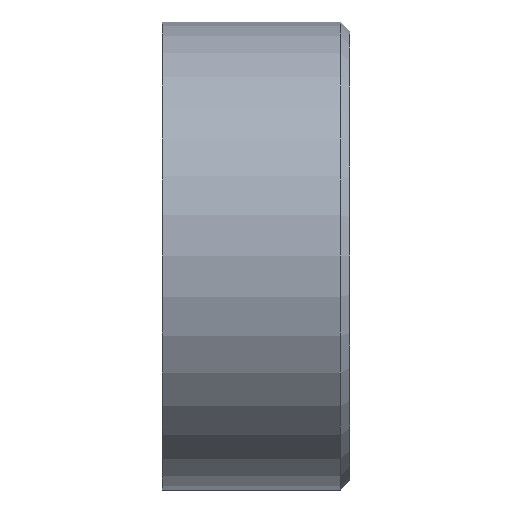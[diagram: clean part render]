
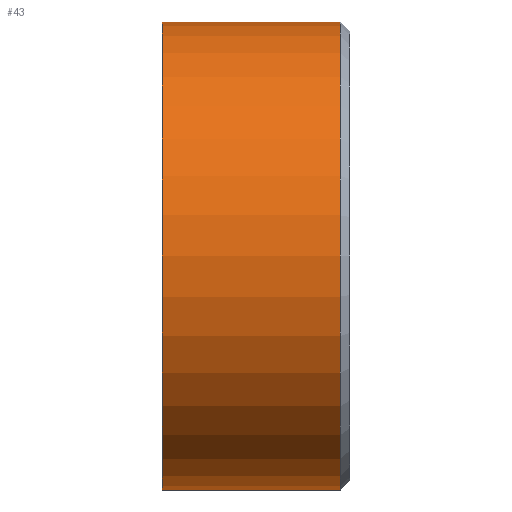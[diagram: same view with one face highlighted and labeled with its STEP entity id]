
A CAD part, left-side view. The second image highlights one B-rep face of the part: STEP entity #43.
In plain terms, the highlighted cylindrical face has radius 6.235 mm (diameter 12.47 mm), a partial arc.
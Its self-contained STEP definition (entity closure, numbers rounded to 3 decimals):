
#9 = VERTEX_POINT ( 'NONE', #325 ) ;
#26 = CARTESIAN_POINT ( 'NONE',  ( 0., 0.25, 0. ) ) ;
#43 = ADVANCED_FACE ( 'NONE', ( #353 ), #79, .T. ) ;
#52 = CARTESIAN_POINT ( 'NONE',  ( 0., 5., 0. ) ) ;
#53 = EDGE_CURVE ( 'NONE', #9, #385, #387, .T. ) ;
#59 = CARTESIAN_POINT ( 'NONE',  ( 0., 5., 6.235 ) ) ;
#66 = CARTESIAN_POINT ( 'NONE',  ( 0., 5., 6.235 ) ) ;
#69 = VERTEX_POINT ( 'NONE', #168 ) ;
#79 = CYLINDRICAL_SURFACE ( 'NONE', #140, 6.235 ) ;
#84 = DIRECTION ( 'NONE',  ( 0., -1., 0. ) ) ;
#127 = VECTOR ( 'NONE', #365, 1000. ) ;
#136 = CIRCLE ( 'NONE', #184, 6.235 ) ;
#137 = DIRECTION ( 'NONE',  ( 0., 0., 1. ) ) ;
#140 = AXIS2_PLACEMENT_3D ( 'NONE', #52, #84, #201 ) ;
#158 = ORIENTED_EDGE ( 'NONE', *, *, #53, .F. ) ;
#168 = CARTESIAN_POINT ( 'NONE',  ( 0., 0.25, -6.235 ) ) ;
#184 = AXIS2_PLACEMENT_3D ( 'NONE', #26, #394, #263 ) ;
#196 = CARTESIAN_POINT ( 'NONE',  ( 0., 5., 0. ) ) ;
#201 = DIRECTION ( 'NONE',  ( 0., 0., -1. ) ) ;
#216 = AXIS2_PLACEMENT_3D ( 'NONE', #196, #319, #137 ) ;
#218 = EDGE_CURVE ( 'NONE', #385, #230, #331, .T. ) ;
#221 = VECTOR ( 'NONE', #326, 1000. ) ;
#230 = VERTEX_POINT ( 'NONE', #330 ) ;
#239 = LINE ( 'NONE', #241, #127 ) ;
#241 = CARTESIAN_POINT ( 'NONE',  ( 0., 5., -6.235 ) ) ;
#263 = DIRECTION ( 'NONE',  ( 0., 0., 1. ) ) ;
#279 = ORIENTED_EDGE ( 'NONE', *, *, #305, .T. ) ;
#288 = ORIENTED_EDGE ( 'NONE', *, *, #335, .T. ) ;
#291 = ORIENTED_EDGE ( 'NONE', *, *, #218, .F. ) ;
#305 = EDGE_CURVE ( 'NONE', #69, #230, #136, .T. ) ;
#319 = DIRECTION ( 'NONE',  ( 0., 1., 0. ) ) ;
#325 = CARTESIAN_POINT ( 'NONE',  ( 0., 5., -6.235 ) ) ;
#326 = DIRECTION ( 'NONE',  ( 0., -1., 0. ) ) ;
#330 = CARTESIAN_POINT ( 'NONE',  ( 0., 0.25, 6.235 ) ) ;
#331 = LINE ( 'NONE', #59, #221 ) ;
#335 = EDGE_CURVE ( 'NONE', #9, #69, #239, .T. ) ;
#353 = FACE_OUTER_BOUND ( 'NONE', #392, .T. ) ;
#365 = DIRECTION ( 'NONE',  ( 0., -1., 0. ) ) ;
#385 = VERTEX_POINT ( 'NONE', #66 ) ;
#387 = CIRCLE ( 'NONE', #216, 6.235 ) ;
#392 = EDGE_LOOP ( 'NONE', ( #291, #158, #288, #279 ) ) ;
#394 = DIRECTION ( 'NONE',  ( 0., 1., 0. ) ) ;
